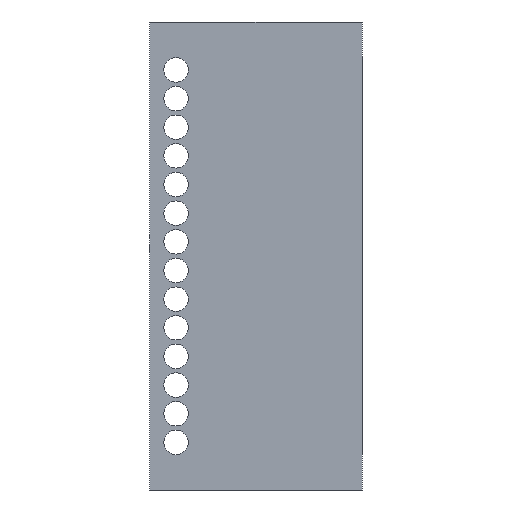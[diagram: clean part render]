
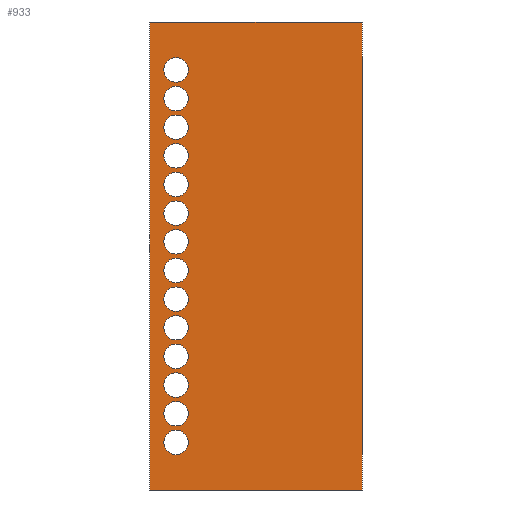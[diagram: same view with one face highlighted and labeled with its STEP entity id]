
A CAD part, left-side view. The second image highlights one B-rep face of the part: STEP entity #933.
In plain terms, the highlighted planar face has unit normal (-1, 0, 0).
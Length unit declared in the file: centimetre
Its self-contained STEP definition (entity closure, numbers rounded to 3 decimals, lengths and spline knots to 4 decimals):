
#116=FACE_BOUND('',#348,.T.);
#117=FACE_BOUND('',#349,.T.);
#118=FACE_BOUND('',#350,.T.);
#119=FACE_BOUND('',#351,.T.);
#120=FACE_BOUND('',#352,.T.);
#121=FACE_BOUND('',#353,.T.);
#122=FACE_BOUND('',#354,.T.);
#123=FACE_BOUND('',#355,.T.);
#124=FACE_BOUND('',#356,.T.);
#125=FACE_BOUND('',#357,.T.);
#126=FACE_BOUND('',#358,.T.);
#127=FACE_BOUND('',#359,.T.);
#128=FACE_BOUND('',#360,.T.);
#129=FACE_BOUND('',#361,.T.);
#159=CIRCLE('',#990,0.086);
#161=CIRCLE('',#993,0.086);
#163=CIRCLE('',#996,0.086);
#165=CIRCLE('',#999,0.086);
#167=CIRCLE('',#1002,0.086);
#169=CIRCLE('',#1005,0.086);
#171=CIRCLE('',#1008,0.086);
#173=CIRCLE('',#1011,0.086);
#175=CIRCLE('',#1014,0.086);
#177=CIRCLE('',#1017,0.086);
#179=CIRCLE('',#1020,0.086);
#181=CIRCLE('',#1023,0.086);
#183=CIRCLE('',#1026,0.086);
#185=CIRCLE('',#1029,0.086);
#231=FACE_OUTER_BOUND('',#347,.T.);
#347=EDGE_LOOP('',(#845,#846,#847,#848));
#348=EDGE_LOOP('',(#849));
#349=EDGE_LOOP('',(#850));
#350=EDGE_LOOP('',(#851));
#351=EDGE_LOOP('',(#852));
#352=EDGE_LOOP('',(#853));
#353=EDGE_LOOP('',(#854));
#354=EDGE_LOOP('',(#855));
#355=EDGE_LOOP('',(#856));
#356=EDGE_LOOP('',(#857));
#357=EDGE_LOOP('',(#858));
#358=EDGE_LOOP('',(#859));
#359=EDGE_LOOP('',(#860));
#360=EDGE_LOOP('',(#861));
#361=EDGE_LOOP('',(#862));
#400=LINE('',#1512,#450);
#403=LINE('',#1517,#453);
#412=LINE('',#1533,#462);
#413=LINE('',#1535,#463);
#450=VECTOR('',#1267,1.);
#453=VECTOR('',#1272,1.);
#462=VECTOR('',#1289,1.);
#463=VECTOR('',#1292,1.);
#517=VERTEX_POINT('',#1436);
#519=VERTEX_POINT('',#1441);
#521=VERTEX_POINT('',#1446);
#523=VERTEX_POINT('',#1451);
#525=VERTEX_POINT('',#1456);
#527=VERTEX_POINT('',#1461);
#529=VERTEX_POINT('',#1466);
#531=VERTEX_POINT('',#1471);
#533=VERTEX_POINT('',#1476);
#535=VERTEX_POINT('',#1481);
#537=VERTEX_POINT('',#1486);
#539=VERTEX_POINT('',#1491);
#541=VERTEX_POINT('',#1496);
#543=VERTEX_POINT('',#1501);
#547=VERTEX_POINT('',#1509);
#548=VERTEX_POINT('',#1511);
#549=VERTEX_POINT('',#1515);
#552=VERTEX_POINT('',#1531);
#615=EDGE_CURVE('',#517,#517,#159,.T.);
#617=EDGE_CURVE('',#519,#519,#161,.T.);
#619=EDGE_CURVE('',#521,#521,#163,.T.);
#621=EDGE_CURVE('',#523,#523,#165,.T.);
#623=EDGE_CURVE('',#525,#525,#167,.T.);
#625=EDGE_CURVE('',#527,#527,#169,.T.);
#627=EDGE_CURVE('',#529,#529,#171,.T.);
#629=EDGE_CURVE('',#531,#531,#173,.T.);
#631=EDGE_CURVE('',#533,#533,#175,.T.);
#633=EDGE_CURVE('',#535,#535,#177,.T.);
#635=EDGE_CURVE('',#537,#537,#179,.T.);
#637=EDGE_CURVE('',#539,#539,#181,.T.);
#639=EDGE_CURVE('',#541,#541,#183,.T.);
#641=EDGE_CURVE('',#543,#543,#185,.T.);
#645=EDGE_CURVE('',#547,#548,#400,.T.);
#648=EDGE_CURVE('',#549,#547,#403,.T.);
#657=EDGE_CURVE('',#552,#548,#412,.T.);
#658=EDGE_CURVE('',#549,#552,#413,.T.);
#845=ORIENTED_EDGE('',*,*,#658,.T.);
#846=ORIENTED_EDGE('',*,*,#657,.T.);
#847=ORIENTED_EDGE('',*,*,#645,.F.);
#848=ORIENTED_EDGE('',*,*,#648,.F.);
#849=ORIENTED_EDGE('',*,*,#615,.T.);
#850=ORIENTED_EDGE('',*,*,#617,.T.);
#851=ORIENTED_EDGE('',*,*,#619,.T.);
#852=ORIENTED_EDGE('',*,*,#621,.T.);
#853=ORIENTED_EDGE('',*,*,#623,.T.);
#854=ORIENTED_EDGE('',*,*,#625,.T.);
#855=ORIENTED_EDGE('',*,*,#627,.T.);
#856=ORIENTED_EDGE('',*,*,#629,.T.);
#857=ORIENTED_EDGE('',*,*,#631,.T.);
#858=ORIENTED_EDGE('',*,*,#633,.T.);
#859=ORIENTED_EDGE('',*,*,#635,.T.);
#860=ORIENTED_EDGE('',*,*,#637,.T.);
#861=ORIENTED_EDGE('',*,*,#639,.T.);
#862=ORIENTED_EDGE('',*,*,#641,.T.);
#887=PLANE('',#1037);
#933=ADVANCED_FACE('',(#231,#116,#117,#118,#119,#120,#121,#122,#123,#124,
#125,#126,#127,#128,#129),#887,.T.);
#990=AXIS2_PLACEMENT_3D('',#1437,#1181,#1182);
#993=AXIS2_PLACEMENT_3D('',#1442,#1187,#1188);
#996=AXIS2_PLACEMENT_3D('',#1447,#1193,#1194);
#999=AXIS2_PLACEMENT_3D('',#1452,#1199,#1200);
#1002=AXIS2_PLACEMENT_3D('',#1457,#1205,#1206);
#1005=AXIS2_PLACEMENT_3D('',#1462,#1211,#1212);
#1008=AXIS2_PLACEMENT_3D('',#1467,#1217,#1218);
#1011=AXIS2_PLACEMENT_3D('',#1472,#1223,#1224);
#1014=AXIS2_PLACEMENT_3D('',#1477,#1229,#1230);
#1017=AXIS2_PLACEMENT_3D('',#1482,#1235,#1236);
#1020=AXIS2_PLACEMENT_3D('',#1487,#1241,#1242);
#1023=AXIS2_PLACEMENT_3D('',#1492,#1247,#1248);
#1026=AXIS2_PLACEMENT_3D('',#1497,#1253,#1254);
#1029=AXIS2_PLACEMENT_3D('',#1502,#1259,#1260);
#1037=AXIS2_PLACEMENT_3D('',#1534,#1290,#1291);
#1181=DIRECTION('center_axis',(1.,0.,0.));
#1182=DIRECTION('ref_axis',(0.,0.,-1.));
#1187=DIRECTION('center_axis',(1.,0.,0.));
#1188=DIRECTION('ref_axis',(0.,0.,-1.));
#1193=DIRECTION('center_axis',(1.,0.,0.));
#1194=DIRECTION('ref_axis',(0.,0.,-1.));
#1199=DIRECTION('center_axis',(1.,0.,0.));
#1200=DIRECTION('ref_axis',(0.,0.,-1.));
#1205=DIRECTION('center_axis',(1.,0.,0.));
#1206=DIRECTION('ref_axis',(0.,0.,-1.));
#1211=DIRECTION('center_axis',(1.,0.,0.));
#1212=DIRECTION('ref_axis',(0.,0.,-1.));
#1217=DIRECTION('center_axis',(1.,0.,0.));
#1218=DIRECTION('ref_axis',(0.,0.,-1.));
#1223=DIRECTION('center_axis',(1.,0.,0.));
#1224=DIRECTION('ref_axis',(0.,0.,-1.));
#1229=DIRECTION('center_axis',(1.,0.,0.));
#1230=DIRECTION('ref_axis',(0.,0.,-1.));
#1235=DIRECTION('center_axis',(1.,0.,0.));
#1236=DIRECTION('ref_axis',(0.,0.,-1.));
#1241=DIRECTION('center_axis',(1.,0.,0.));
#1242=DIRECTION('ref_axis',(0.,0.,-1.));
#1247=DIRECTION('center_axis',(1.,0.,0.));
#1248=DIRECTION('ref_axis',(0.,0.,-1.));
#1253=DIRECTION('center_axis',(1.,0.,0.));
#1254=DIRECTION('ref_axis',(0.,0.,-1.));
#1259=DIRECTION('center_axis',(1.,0.,0.));
#1260=DIRECTION('ref_axis',(0.,0.,-1.));
#1267=DIRECTION('',(0.,0.,1.));
#1272=DIRECTION('',(0.,1.,0.));
#1289=DIRECTION('',(0.,1.,0.));
#1290=DIRECTION('center_axis',(-1.,0.,0.));
#1291=DIRECTION('ref_axis',(0.,0.,1.));
#1292=DIRECTION('',(0.,0.,1.));
#1436=CARTESIAN_POINT('',(0.,1.314,2.644));
#1437=CARTESIAN_POINT('Origin',(0.,1.314,2.558));
#1441=CARTESIAN_POINT('',(0.,1.314,1.836));
#1442=CARTESIAN_POINT('Origin',(0.,1.314,1.75));
#1446=CARTESIAN_POINT('',(0.,1.314,1.028));
#1447=CARTESIAN_POINT('Origin',(0.,1.314,0.942));
#1451=CARTESIAN_POINT('',(0.,1.314,0.422));
#1452=CARTESIAN_POINT('Origin',(0.,1.314,0.336));
#1456=CARTESIAN_POINT('',(0.,1.314,1.23));
#1457=CARTESIAN_POINT('Origin',(0.,1.314,1.144));
#1461=CARTESIAN_POINT('',(0.,1.314,2.038));
#1462=CARTESIAN_POINT('Origin',(0.,1.314,1.952));
#1466=CARTESIAN_POINT('',(0.,1.314,2.846));
#1467=CARTESIAN_POINT('Origin',(0.,1.314,2.76));
#1471=CARTESIAN_POINT('',(0.,1.314,2.442));
#1472=CARTESIAN_POINT('Origin',(0.,1.314,2.356));
#1476=CARTESIAN_POINT('',(0.,1.314,1.634));
#1477=CARTESIAN_POINT('Origin',(0.,1.314,1.548));
#1481=CARTESIAN_POINT('',(0.,1.314,0.826));
#1482=CARTESIAN_POINT('Origin',(0.,1.314,0.74));
#1486=CARTESIAN_POINT('',(0.,1.314,0.624));
#1487=CARTESIAN_POINT('Origin',(0.,1.314,0.538));
#1491=CARTESIAN_POINT('',(0.,1.314,1.432));
#1492=CARTESIAN_POINT('Origin',(0.,1.314,1.346));
#1496=CARTESIAN_POINT('',(0.,1.314,2.24));
#1497=CARTESIAN_POINT('Origin',(0.,1.314,2.154));
#1501=CARTESIAN_POINT('',(0.,1.314,3.048));
#1502=CARTESIAN_POINT('Origin',(0.,1.314,2.962));
#1509=CARTESIAN_POINT('',(0.,1.5,0.));
#1511=CARTESIAN_POINT('',(0.,1.5,3.3));
#1512=CARTESIAN_POINT('',(0.,1.5,0.));
#1515=CARTESIAN_POINT('',(0.,0.,0.));
#1517=CARTESIAN_POINT('',(0.,0.,0.));
#1531=CARTESIAN_POINT('',(0.,0.,3.3));
#1533=CARTESIAN_POINT('',(0.,0.,3.3));
#1534=CARTESIAN_POINT('Origin',(0.,0.,0.));
#1535=CARTESIAN_POINT('',(0.,0.,0.));
